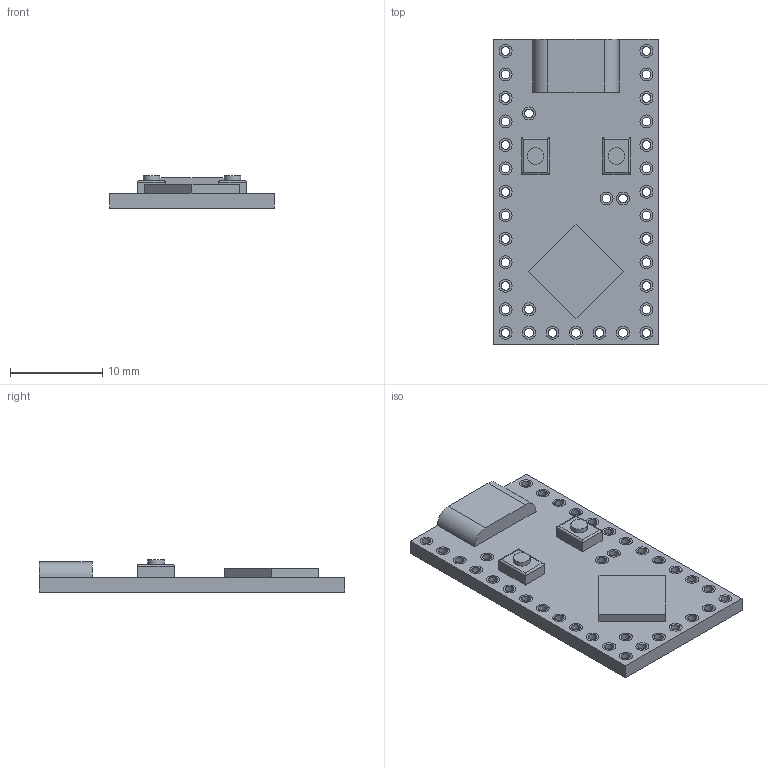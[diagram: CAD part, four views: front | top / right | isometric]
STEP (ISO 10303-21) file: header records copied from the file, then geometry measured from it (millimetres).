
FILE_DESCRIPTION(/* description */ (''),/* implementation_level */ '2;1');
FILE_NAME(/* name */ 'PROMICRORP2040 - Package v2.step',/* time_stamp */ '2023-11-12T13:54:02+01:00',/* author */ (''),/* organization */ (''),/* preprocessor_version */ 'ST-DEVELOPER v20',/* originating_system */ 'Autodesk Translation Framework v12.14.0.127',/* authorisation */ '');
FILE_SCHEMA (('AUTOMOTIVE_DESIGN { 1 0 10303 214 3 1 1 }'));
Length unit declared in the file: millimetre
Products named in the file (2): PROMICRORP2040 - Package; ProMicroRP2040 - 3D
Assembly tree (1 placements, depth 2):
  PROMICRORP2040 - Package
    ProMicroRP2040 - 3D
Bounding box: 17.78 x 33 x 3.51 mm (x, y, z)
Volume: 1017.2 mm3; surface area: 2361 mm2
Topology: 42 solids, 42 shells, 228 faces, 421 edges, 278 vertices
Faces by surface type: cylinder 119, plane 109
Full cylindrical faces by diameter (mm): 0.95 x70, 1.4 x35, 1.8 x2
Entity records: 6051 total; most frequent: DIRECTION 1113, CARTESIAN_POINT 930, ORIENTED_EDGE 842, AXIS2_PLACEMENT_3D 461, EDGE_CURVE 421, EDGE_LOOP 369, VERTEX_POINT 278, FACE_OUTER_BOUND 228
